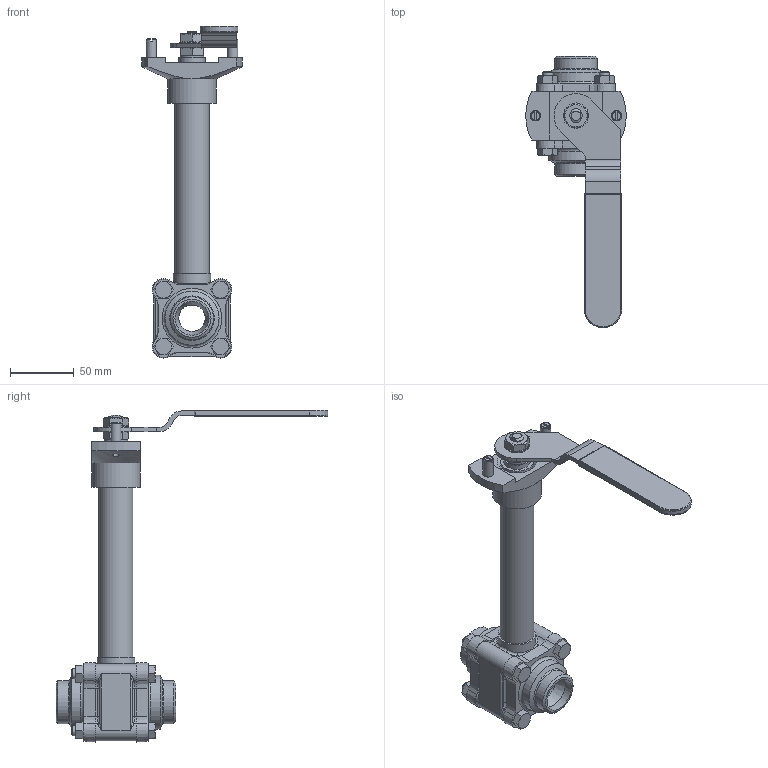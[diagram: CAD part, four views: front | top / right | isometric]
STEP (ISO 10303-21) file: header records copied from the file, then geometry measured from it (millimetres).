
FILE_DESCRIPTION((''),'2;1');
FILE_NAME('GA-C44-10-BWA-W-A-1.stp','2011-06-28T10:26:26',('jaday'),(''),'Autodesk Inventor 2009','Autodesk Inventor 2009','');
FILE_SCHEMA(('AUTOMOTIVE_DESIGN { 1 0 10303 214 1 1 1 1 }'));
Length unit declared in the file: millimetre
Products named in the file (13): GA-C44-10-BWA-W-A-1; GA-B30720-14318-A-1; GA-B35442-54859-A-1; GA-B35270-54525-A-1; GA-B04410-27100-A-1; M08-8-060-110-A-1; M08-8-000-360-A-1; GA-BC0221-11461-A-1; GA-C32348-14408-A-1; GA-C44-10-STEM-BUILD-A-1; GA-B03736-08188-A-1; GA-B03796-11498-A-1; GA-C32348-SLEEVE-A-1
Assembly tree (21 placements, depth 2):
  GA-C44-10-BWA-W-A-1
    GA-B30720-14318-A-1
    GA-B35442-54859-A-1
    GA-B35270-54525-A-1
    GA-B04410-27100-A-1  x2
    M08-8-060-110-A-1  x4
    M08-8-000-360-A-1  x4
    GA-BC0221-11461-A-1  x2
    GA-C32348-14408-A-1
    GA-C44-10-STEM-BUILD-A-1
    GA-B03736-08188-A-1  x2
    GA-B03796-11498-A-1
    GA-C32348-SLEEVE-A-1
Bounding box: 78.74 x 212.69 x 259.69 mm (x, y, z)
Volume: 309589.8 mm3; surface area: 124104.5 mm2
Topology: 21 solids, 21 shells, 477 faces, 1114 edges, 679 vertices
Faces by surface type: plane 184, cone 139, cylinder 108, bspline 40, sphere 4, torus 2
Full cylindrical faces by diameter (mm): 6.647 x4, 8 x4, 8.128 x2, 8.5 x8, 8.509 x4, 9.728 x2, 17.272 x1, 18.466 x1, 18.847 x1, 19.418 x1, 20.383 x1, 20.65 x1, 20.7 x2, 20.714 x1, 23.673 x1, 23.813 x1, 25.451 x1, 25.59 x1, 26.625 x2, 26.67 x1, 29.337 x1, 33.575 x2, 38.1 x1, 42.3 x2
Entity records: 10724 total; most frequent: CARTESIAN_POINT 3738, DIRECTION 1414, ORIENTED_EDGE 1318, EDGE_CURVE 659, AXIS2_PLACEMENT_3D 576, VERTEX_POINT 431, EDGE_LOOP 386, FACE_OUTER_BOUND 301
